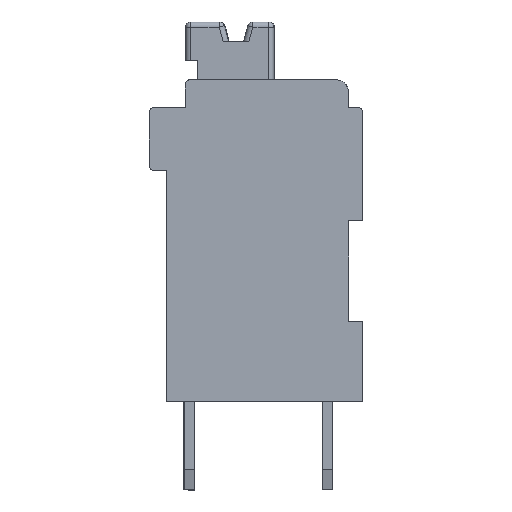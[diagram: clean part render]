
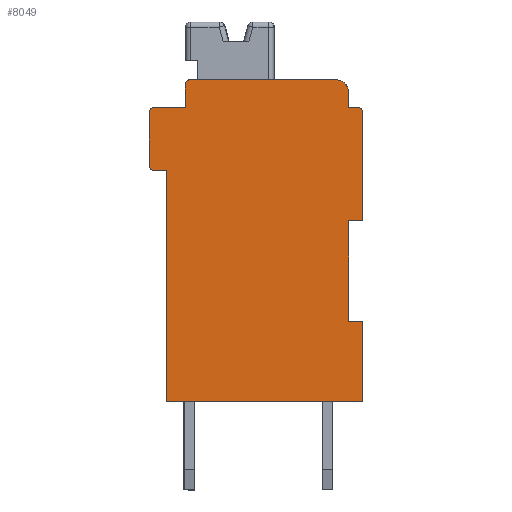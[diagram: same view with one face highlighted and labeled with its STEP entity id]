
A CAD part, left-side view. The second image highlights one B-rep face of the part: STEP entity #8049.
In plain terms, the highlighted planar face has unit normal (-1, 0, 0).
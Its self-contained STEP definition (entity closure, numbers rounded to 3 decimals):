
#206=PLANE('',#8573);
#464=CIRCLE('',#8545,0.5);
#466=CIRCLE('',#8549,0.2);
#474=CIRCLE('',#8574,0.2);
#475=CIRCLE('',#8575,0.2);
#476=CIRCLE('',#8576,0.2);
#1083=ORIENTED_EDGE('',*,*,#3411,.F.);
#1084=ORIENTED_EDGE('',*,*,#3349,.T.);
#1085=ORIENTED_EDGE('',*,*,#3344,.F.);
#1086=ORIENTED_EDGE('',*,*,#3356,.T.);
#1087=ORIENTED_EDGE('',*,*,#3354,.F.);
#1088=ORIENTED_EDGE('',*,*,#3400,.F.);
#1089=ORIENTED_EDGE('',*,*,#3431,.T.);
#1090=ORIENTED_EDGE('',*,*,#3392,.F.);
#1091=ORIENTED_EDGE('',*,*,#3432,.T.);
#1092=ORIENTED_EDGE('',*,*,#3389,.F.);
#1093=ORIENTED_EDGE('',*,*,#3256,.F.);
#1094=ORIENTED_EDGE('',*,*,#3374,.F.);
#1095=ORIENTED_EDGE('',*,*,#3382,.F.);
#1096=ORIENTED_EDGE('',*,*,#3388,.F.);
#1097=ORIENTED_EDGE('',*,*,#3424,.F.);
#1098=ORIENTED_EDGE('',*,*,#3384,.F.);
#1099=ORIENTED_EDGE('',*,*,#3275,.F.);
#1100=ORIENTED_EDGE('',*,*,#3433,.T.);
#1101=ORIENTED_EDGE('',*,*,#3412,.F.);
#3256=EDGE_CURVE('',#4458,#4459,#5230,.T.);
#3275=EDGE_CURVE('',#4470,#4471,#5249,.T.);
#3344=EDGE_CURVE('',#4529,#4530,#5316,.T.);
#3349=EDGE_CURVE('',#4534,#4530,#464,.F.);
#3354=EDGE_CURVE('',#4538,#4535,#5323,.T.);
#3356=EDGE_CURVE('',#4529,#4535,#466,.F.);
#3374=EDGE_CURVE('',#4552,#4458,#5341,.T.);
#3382=EDGE_CURVE('',#4557,#4552,#5349,.T.);
#3384=EDGE_CURVE('',#4471,#4559,#5351,.T.);
#3388=EDGE_CURVE('',#4561,#4557,#5355,.T.);
#3389=EDGE_CURVE('',#4459,#4562,#5356,.T.);
#3392=EDGE_CURVE('',#4563,#4564,#5359,.T.);
#3400=EDGE_CURVE('',#4567,#4538,#5364,.T.);
#3411=EDGE_CURVE('',#4534,#4573,#5371,.T.);
#3412=EDGE_CURVE('',#4573,#4574,#5372,.T.);
#3424=EDGE_CURVE('',#4559,#4561,#5384,.T.);
#3431=EDGE_CURVE('',#4567,#4564,#474,.F.);
#3432=EDGE_CURVE('',#4563,#4562,#475,.F.);
#3433=EDGE_CURVE('',#4470,#4574,#476,.F.);
#4458=VERTEX_POINT('',#11792);
#4459=VERTEX_POINT('',#11794);
#4470=VERTEX_POINT('',#11827);
#4471=VERTEX_POINT('',#11829);
#4529=VERTEX_POINT('',#11967);
#4530=VERTEX_POINT('',#11969);
#4534=VERTEX_POINT('',#11983);
#4535=VERTEX_POINT('',#11987);
#4538=VERTEX_POINT('',#11992);
#4552=VERTEX_POINT('',#12032);
#4557=VERTEX_POINT('',#12048);
#4559=VERTEX_POINT('',#12054);
#4561=VERTEX_POINT('',#12060);
#4562=VERTEX_POINT('',#12064);
#4563=VERTEX_POINT('',#12068);
#4564=VERTEX_POINT('',#12070);
#4567=VERTEX_POINT('',#12081);
#4573=VERTEX_POINT('',#12098);
#4574=VERTEX_POINT('',#12103);
#5230=LINE('',#11793,#6169);
#5249=LINE('',#11828,#6188);
#5316=LINE('',#11968,#6255);
#5323=LINE('',#11993,#6262);
#5341=LINE('',#12033,#6280);
#5349=LINE('',#12049,#6288);
#5351=LINE('',#12053,#6290);
#5355=LINE('',#12061,#6294);
#5356=LINE('',#12063,#6295);
#5359=LINE('',#12069,#6298);
#5364=LINE('',#12082,#6303);
#5371=LINE('',#12100,#6310);
#5372=LINE('',#12102,#6311);
#5384=LINE('',#12122,#6323);
#6169=VECTOR('',#9381,1000.);
#6188=VECTOR('',#9408,1000.);
#6255=VECTOR('',#9503,1000.);
#6262=VECTOR('',#9518,1000.);
#6280=VECTOR('',#9552,1000.);
#6288=VECTOR('',#9566,1000.);
#6290=VECTOR('',#9570,1000.);
#6294=VECTOR('',#9576,1000.);
#6295=VECTOR('',#9579,1000.);
#6298=VECTOR('',#9584,1000.);
#6303=VECTOR('',#9597,1000.);
#6310=VECTOR('',#9614,1000.);
#6311=VECTOR('',#9617,1000.);
#6323=VECTOR('',#9631,1000.);
#7031=EDGE_LOOP('',(#1083,#1084,#1085,#1086,#1087,#1088,#1089,#1090,#1091,
#1092,#1093,#1094,#1095,#1096,#1097,#1098,#1099,#1100,#1101));
#7484=FACE_BOUND('',#7031,.T.);
#8049=ADVANCED_FACE('',(#7484),#206,.F.);
#8545=AXIS2_PLACEMENT_3D('',#11982,#9510,#9511);
#8549=AXIS2_PLACEMENT_3D('',#11996,#9523,#9524);
#8573=AXIS2_PLACEMENT_3D('',#12131,#9638,#9639);
#8574=AXIS2_PLACEMENT_3D('',#12132,#9640,#9641);
#8575=AXIS2_PLACEMENT_3D('',#12133,#9642,#9643);
#8576=AXIS2_PLACEMENT_3D('',#12134,#9644,#9645);
#9381=DIRECTION('',(0.,0.,1.));
#9408=DIRECTION('',(0.,0.,-1.));
#9503=DIRECTION('',(0.,-1.,0.));
#9510=DIRECTION('',(1.,0.,0.));
#9511=DIRECTION('',(0.,0.,-1.));
#9518=DIRECTION('',(0.,0.,1.));
#9523=DIRECTION('',(1.,0.,0.));
#9524=DIRECTION('',(0.,0.,-1.));
#9552=DIRECTION('',(0.,1.,0.));
#9566=DIRECTION('',(0.,0.,-1.));
#9570=DIRECTION('',(0.,1.,0.));
#9576=DIRECTION('',(0.,-1.,0.));
#9579=DIRECTION('',(0.,1.,0.));
#9584=DIRECTION('',(0.,0.,1.));
#9597=DIRECTION('',(0.,-1.,0.));
#9614=DIRECTION('',(0.,0.,-1.));
#9617=DIRECTION('',(0.,-1.,0.));
#9631=DIRECTION('',(0.,0.,-1.));
#9638=DIRECTION('',(1.,0.,0.));
#9639=DIRECTION('',(0.,0.,-1.));
#9640=DIRECTION('',(1.,0.,0.));
#9641=DIRECTION('',(0.,0.,-1.));
#9642=DIRECTION('',(1.,0.,0.));
#9643=DIRECTION('',(0.,0.,-1.));
#9644=DIRECTION('',(1.,0.,0.));
#9645=DIRECTION('',(0.,0.,-1.));
#11792=CARTESIAN_POINT('',(-3.85,3.98,-5.2));
#11793=CARTESIAN_POINT('',(-3.85,3.98,4.));
#11794=CARTESIAN_POINT('',(-3.85,3.98,4.));
#11827=CARTESIAN_POINT('',(-3.85,-3.82,6.3));
#11828=CARTESIAN_POINT('',(-3.85,-3.82,6.5));
#11829=CARTESIAN_POINT('',(-3.85,-3.82,2.));
#11967=CARTESIAN_POINT('',(-3.85,3.05,7.6));
#11968=CARTESIAN_POINT('',(-3.85,3.25,7.6));
#11969=CARTESIAN_POINT('',(-3.85,-2.75,7.6));
#11982=CARTESIAN_POINT('',(-3.85,-2.75,7.1));
#11983=CARTESIAN_POINT('',(-3.85,-3.25,7.1));
#11987=CARTESIAN_POINT('',(-3.85,3.25,7.4));
#11992=CARTESIAN_POINT('',(-3.85,3.25,6.5));
#11993=CARTESIAN_POINT('',(-3.85,3.25,7.6));
#11996=CARTESIAN_POINT('',(-3.85,3.05,7.4));
#12032=CARTESIAN_POINT('',(-3.85,-3.82,-5.2));
#12033=CARTESIAN_POINT('',(-3.85,-3.82,-5.2));
#12048=CARTESIAN_POINT('',(-3.85,-3.82,-2.));
#12049=CARTESIAN_POINT('',(-3.85,-3.82,-2.));
#12053=CARTESIAN_POINT('',(-3.85,-3.82,2.));
#12054=CARTESIAN_POINT('',(-3.85,-3.25,2.));
#12060=CARTESIAN_POINT('',(-3.85,-3.25,-2.));
#12061=CARTESIAN_POINT('',(-3.85,-3.25,-2.));
#12063=CARTESIAN_POINT('',(-3.85,4.68,4.));
#12064=CARTESIAN_POINT('',(-3.85,4.48,4.));
#12068=CARTESIAN_POINT('',(-3.85,4.68,4.2));
#12069=CARTESIAN_POINT('',(-3.85,4.68,4.));
#12070=CARTESIAN_POINT('',(-3.85,4.68,6.3));
#12081=CARTESIAN_POINT('',(-3.85,4.48,6.5));
#12082=CARTESIAN_POINT('',(-3.85,3.25,6.5));
#12098=CARTESIAN_POINT('',(-3.85,-3.25,6.5));
#12100=CARTESIAN_POINT('',(-3.85,-3.25,6.5));
#12102=CARTESIAN_POINT('',(-3.85,-3.82,6.5));
#12103=CARTESIAN_POINT('',(-3.85,-3.62,6.5));
#12122=CARTESIAN_POINT('',(-3.85,-3.25,2.));
#12131=CARTESIAN_POINT('',(-3.85,0.,0.));
#12132=CARTESIAN_POINT('',(-3.85,4.48,6.3));
#12133=CARTESIAN_POINT('',(-3.85,4.48,4.2));
#12134=CARTESIAN_POINT('',(-3.85,-3.62,6.3));
